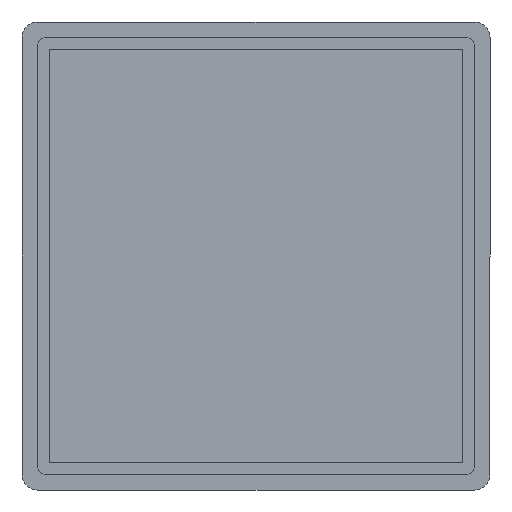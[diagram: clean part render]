
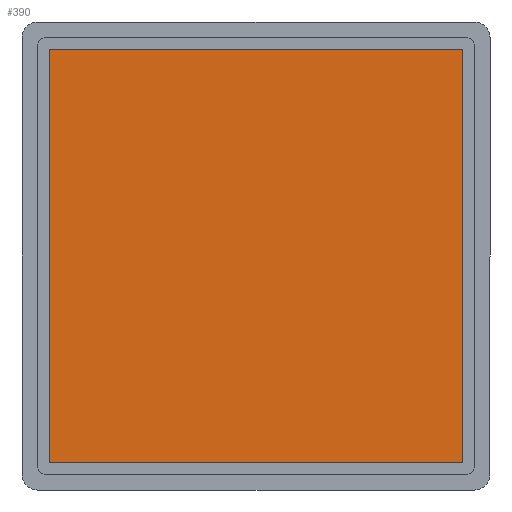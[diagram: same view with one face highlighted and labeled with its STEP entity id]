
A CAD part, front view. The second image highlights one B-rep face of the part: STEP entity #390.
In plain terms, the highlighted planar face has unit normal (0, -1, 0).
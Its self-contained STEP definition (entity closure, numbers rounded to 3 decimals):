
#8 = EDGE_CURVE ( 'NONE', #1027, #579, #88, .T. ) ;
#18 = DIRECTION ( 'NONE',  ( -1., 0., 0. ) ) ;
#21 = AXIS2_PLACEMENT_3D ( 'NONE', #228, #482, #578 ) ;
#58 = CARTESIAN_POINT ( 'NONE',  ( 26.25, 20., 26.25 ) ) ;
#59 = EDGE_CURVE ( 'NONE', #312, #616, #830, .T. ) ;
#67 = DIRECTION ( 'NONE',  ( 0., 0., 1. ) ) ;
#82 = DIRECTION ( 'NONE',  ( 0., -1., 0. ) ) ;
#88 = LINE ( 'NONE', #167, #90 ) ;
#90 = VECTOR ( 'NONE', #869, 1000. ) ;
#133 = ORIENTED_EDGE ( 'NONE', *, *, #542, .T. ) ;
#142 = EDGE_CURVE ( 'NONE', #279, #369, #455, .T. ) ;
#155 = CIRCLE ( 'NONE', #267, 0.25 ) ;
#165 = CARTESIAN_POINT ( 'NONE',  ( 26.25, 20., -26.25 ) ) ;
#167 = CARTESIAN_POINT ( 'NONE',  ( 26.5, 20., -26.5 ) ) ;
#179 = DIRECTION ( 'NONE',  ( 0., 0., 1. ) ) ;
#195 = VERTEX_POINT ( 'NONE', #211 ) ;
#211 = CARTESIAN_POINT ( 'NONE',  ( 26.25, 20., 26.5 ) ) ;
#213 = ORIENTED_EDGE ( 'NONE', *, *, #1041, .F. ) ;
#218 = CARTESIAN_POINT ( 'NONE',  ( 26.25, 20., -26.5 ) ) ;
#228 = CARTESIAN_POINT ( 'NONE',  ( 0., 20., 0. ) ) ;
#233 = DIRECTION ( 'NONE',  ( 0., -1., 0. ) ) ;
#254 = CARTESIAN_POINT ( 'NONE',  ( 26.5, 20., -26.25 ) ) ;
#260 = DIRECTION ( 'NONE',  ( 0., 0., 1. ) ) ;
#267 = AXIS2_PLACEMENT_3D ( 'NONE', #58, #344, #260 ) ;
#275 = ORIENTED_EDGE ( 'NONE', *, *, #1083, .T. ) ;
#279 = VERTEX_POINT ( 'NONE', #218 ) ;
#284 = EDGE_CURVE ( 'NONE', #312, #195, #645, .T. ) ;
#302 = CARTESIAN_POINT ( 'NONE',  ( -26.25, 20., 26.5 ) ) ;
#312 = VERTEX_POINT ( 'NONE', #302 ) ;
#318 = CARTESIAN_POINT ( 'NONE',  ( -26.25, 20., -26.25 ) ) ;
#344 = DIRECTION ( 'NONE',  ( 0., -1., 0. ) ) ;
#369 = VERTEX_POINT ( 'NONE', #1082 ) ;
#385 = CARTESIAN_POINT ( 'NONE',  ( -26.5, 20., 26.5 ) ) ;
#390 = ADVANCED_FACE ( 'NONE', ( #487 ), #1014, .F. ) ;
#438 = CARTESIAN_POINT ( 'NONE',  ( -26.5, 20., 26.25 ) ) ;
#455 = LINE ( 'NONE', #541, #811 ) ;
#471 = CIRCLE ( 'NONE', #851, 0.25 ) ;
#482 = DIRECTION ( 'NONE',  ( 0., 1., 0. ) ) ;
#487 = FACE_OUTER_BOUND ( 'NONE', #584, .T. ) ;
#541 = CARTESIAN_POINT ( 'NONE',  ( -26.5, 20., -26.5 ) ) ;
#542 = EDGE_CURVE ( 'NONE', #1027, #195, #155, .T. ) ;
#563 = DIRECTION ( 'NONE',  ( 1., 0., 0. ) ) ;
#577 = DIRECTION ( 'NONE',  ( 0., 0., 1. ) ) ;
#578 = DIRECTION ( 'NONE',  ( 0., 0., 1. ) ) ;
#579 = VERTEX_POINT ( 'NONE', #254 ) ;
#584 = EDGE_LOOP ( 'NONE', ( #784, #133, #1008, #601, #213, #876, #795, #275 ) ) ;
#601 = ORIENTED_EDGE ( 'NONE', *, *, #59, .T. ) ;
#613 = VECTOR ( 'NONE', #563, 1000. ) ;
#616 = VERTEX_POINT ( 'NONE', #438 ) ;
#645 = LINE ( 'NONE', #385, #613 ) ;
#668 = AXIS2_PLACEMENT_3D ( 'NONE', #318, #233, #577 ) ;
#689 = DIRECTION ( 'NONE',  ( 0., 0., 1. ) ) ;
#704 = VECTOR ( 'NONE', #689, 1000. ) ;
#769 = CARTESIAN_POINT ( 'NONE',  ( -26.5, 20., -26.5 ) ) ;
#784 = ORIENTED_EDGE ( 'NONE', *, *, #8, .F. ) ;
#791 = AXIS2_PLACEMENT_3D ( 'NONE', #968, #82, #179 ) ;
#795 = ORIENTED_EDGE ( 'NONE', *, *, #142, .F. ) ;
#811 = VECTOR ( 'NONE', #18, 1000. ) ;
#830 = CIRCLE ( 'NONE', #791, 0.25 ) ;
#841 = CIRCLE ( 'NONE', #668, 0.25 ) ;
#851 = AXIS2_PLACEMENT_3D ( 'NONE', #165, #861, #67 ) ;
#861 = DIRECTION ( 'NONE',  ( 0., -1., 0. ) ) ;
#869 = DIRECTION ( 'NONE',  ( 0., 0., -1. ) ) ;
#876 = ORIENTED_EDGE ( 'NONE', *, *, #964, .T. ) ;
#940 = LINE ( 'NONE', #769, #704 ) ;
#953 = CARTESIAN_POINT ( 'NONE',  ( -26.5, 20., -26.25 ) ) ;
#964 = EDGE_CURVE ( 'NONE', #1054, #369, #841, .T. ) ;
#968 = CARTESIAN_POINT ( 'NONE',  ( -26.25, 20., 26.25 ) ) ;
#1008 = ORIENTED_EDGE ( 'NONE', *, *, #284, .F. ) ;
#1014 = PLANE ( 'NONE',  #21 ) ;
#1027 = VERTEX_POINT ( 'NONE', #1044 ) ;
#1041 = EDGE_CURVE ( 'NONE', #1054, #616, #940, .T. ) ;
#1044 = CARTESIAN_POINT ( 'NONE',  ( 26.5, 20., 26.25 ) ) ;
#1054 = VERTEX_POINT ( 'NONE', #953 ) ;
#1082 = CARTESIAN_POINT ( 'NONE',  ( -26.25, 20., -26.5 ) ) ;
#1083 = EDGE_CURVE ( 'NONE', #279, #579, #471, .T. ) ;
